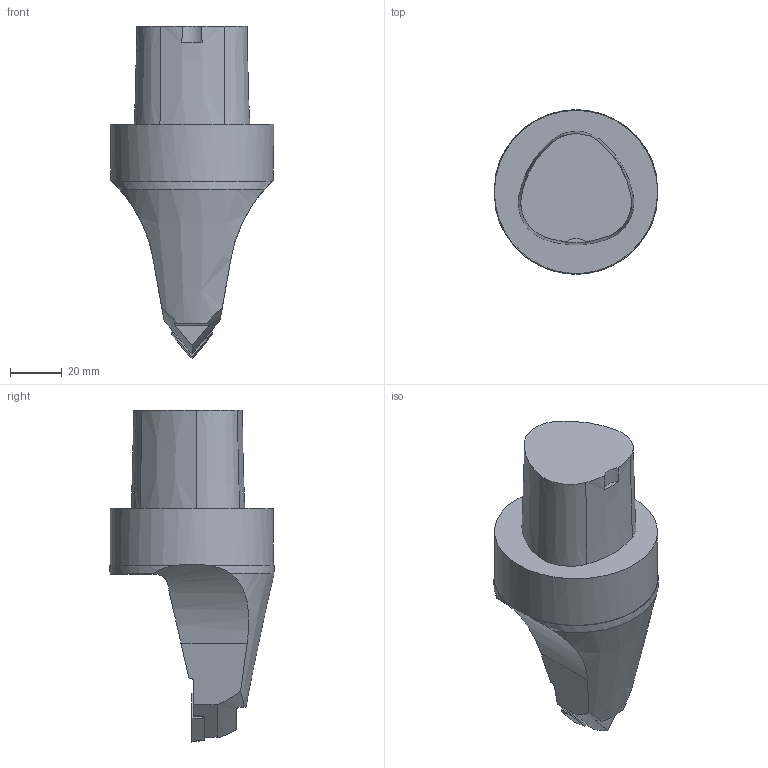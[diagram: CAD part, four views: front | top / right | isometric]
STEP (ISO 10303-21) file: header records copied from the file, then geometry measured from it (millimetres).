
FILE_DESCRIPTION(/* description */ (''),/* implementation_level */ '2;1');
FILE_NAME(/* name */ '1527079785968.stp',/* time_stamp */ '2018-05-23T14:49:52+02:00',/* author */ (''),/* organization */ ('SMS'),/* preprocessor_version */ 'ST-DEVELOPER v15',/* originating_system */ 'SIEMENS PLM Software NX 8.5',/* authorisation */ '');
FILE_SCHEMA (('AUTOMOTIVE_DESIGN { 1 0 10303 214 3 1 1 1 }'));
Length unit declared in the file: millimetre
Products named in the file (4): IsoTurningInsert; ASSEMBLY_CONSTRUCTION; 201655099mod000_00; 201669167mod000_00
Assembly tree (3 placements, depth 2):
  201669167mod000_00
    201655099mod000_00
    ASSEMBLY_CONSTRUCTION
    IsoTurningInsert
Bounding box: 62.99 x 63.5 x 128.21 mm (x, y, z)
Volume: 186705.9 mm3; surface area: 21820.9 mm2
Topology: 2 solids, 3 shells, 56 faces, 151 edges, 107 vertices
Faces by surface type: plane 27, cone 14, cylinder 12, torus 2, revolution 1
Full cylindrical faces by diameter (mm): 5.5 x1, 63 x1
Entity records: 2041 total; most frequent: CARTESIAN_POINT 503, DIRECTION 301, ORIENTED_EDGE 278, EDGE_CURVE 139, AXIS2_PLACEMENT_3D 118, VERTEX_POINT 96, EDGE_LOOP 64, LINE 64
